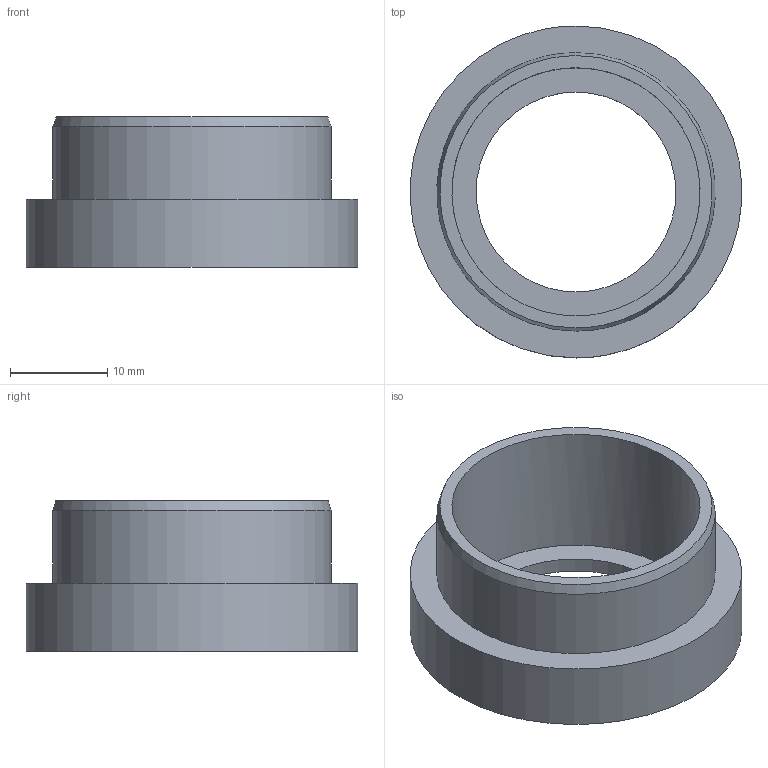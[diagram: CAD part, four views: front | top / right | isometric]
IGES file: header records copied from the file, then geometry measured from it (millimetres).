
Global section: file name: 16_TL-S; native system: Autodesk Inventor 2016; preprocessor: unknown; author: ta29392; date: 20170822.164136; units: inch
Bounding box: 34.17 x 34.21 x 15.49 mm (x, y, z)
Volume: 4234.9 mm3; surface area: 3887.9 mm2
Topology: 1 solids, 1 shells, 9 faces, 23 edges, 18 vertices
Faces by surface type: bspline 9
